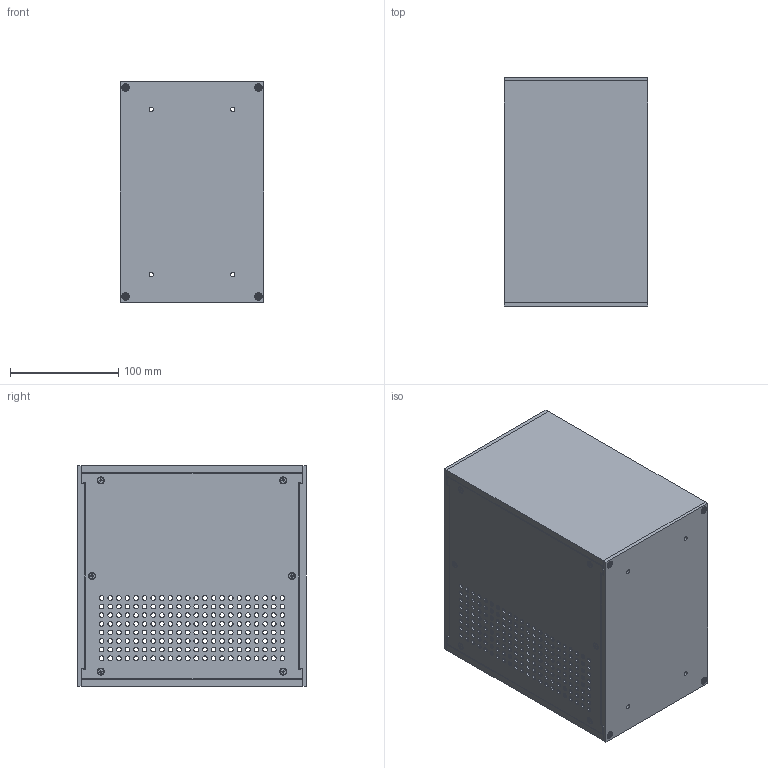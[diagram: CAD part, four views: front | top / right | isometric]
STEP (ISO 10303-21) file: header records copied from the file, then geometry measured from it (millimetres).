
FILE_DESCRIPTION (( 'STEP AP214' ), '1' );
FILE_NAME ('RM3U0808VBK.STEP', '2021-09-11T09:55:04', ( '' ), ( '' ), 'SwSTEP 2.0', 'SolidWorks 2021', '' );
FILE_SCHEMA (( 'AUTOMOTIVE_DESIGN' ));
Length unit declared in the file: inch
Products named in the file (1): RM3U0808VBK
Bounding box: 132.59 x 210.82 x 203.2 mm (x, y, z)
Volume: 534965 mm3; surface area: 433461.2 mm2
Topology: 38 solids, 38 shells, 1328 faces, 3680 edges, 2436 vertices
Faces by surface type: cylinder 508, plane 468, cone 272, bspline 80
Full cylindrical faces by diameter (mm): 2.5 x12, 2.845 x12, 3.5 x8, 3.505 x8, 3.962 x8, 4 x12, 4.3 x24, 4.32 x352, 5.429 x12, 6.045 x8
Entity records: 61903 total; most frequent: CARTESIAN_POINT 11837, ORIENTED_EDGE 6136, DIRECTION 6126, EDGE_CURVE 3068, EDGE_LOOP 2696, AXIS2_PLACEMENT_3D 2577, VERTEX_POINT 2352, FACE_OUTER_BOUND 1784
